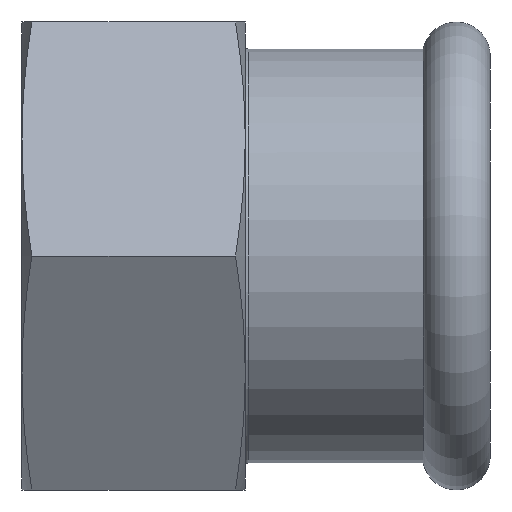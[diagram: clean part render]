
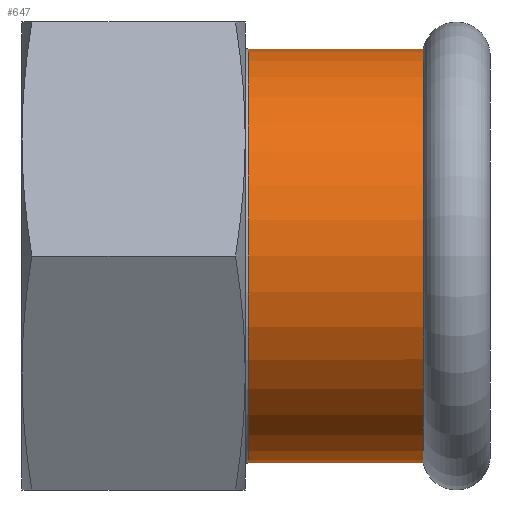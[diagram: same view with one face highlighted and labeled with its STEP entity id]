
A CAD part, front view. The second image highlights one B-rep face of the part: STEP entity #647.
In plain terms, the highlighted cylindrical face has radius 28.75 mm (diameter 57.5 mm), a full revolution.
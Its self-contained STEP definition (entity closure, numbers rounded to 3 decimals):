
#75=LINE('',#1100,#92);
#92=VECTOR('',#894,28.75);
#107=CYLINDRICAL_SURFACE('',#741,28.75);
#122=FACE_OUTER_BOUND('',#165,.T.);
#165=EDGE_LOOP('',(#481,#482,#483,#484,#485,#486,#487));
#197=CIRCLE('',#698,28.75);
#198=CIRCLE('',#699,28.75);
#202=CIRCLE('',#703,28.75);
#223=CIRCLE('',#732,28.75);
#224=CIRCLE('',#733,28.75);
#258=VERTEX_POINT('',#1021);
#259=VERTEX_POINT('',#1022);
#260=VERTEX_POINT('',#1024);
#281=VERTEX_POINT('',#1081);
#282=VERTEX_POINT('',#1083);
#325=EDGE_CURVE('',#258,#259,#197,.T.);
#326=EDGE_CURVE('',#259,#260,#198,.T.);
#330=EDGE_CURVE('',#260,#258,#202,.T.);
#355=EDGE_CURVE('',#281,#282,#223,.T.);
#356=EDGE_CURVE('',#282,#281,#224,.T.);
#363=EDGE_CURVE('',#259,#282,#75,.T.);
#481=ORIENTED_EDGE('',*,*,#325,.F.);
#482=ORIENTED_EDGE('',*,*,#330,.F.);
#483=ORIENTED_EDGE('',*,*,#326,.F.);
#484=ORIENTED_EDGE('',*,*,#363,.T.);
#485=ORIENTED_EDGE('',*,*,#355,.F.);
#486=ORIENTED_EDGE('',*,*,#356,.F.);
#487=ORIENTED_EDGE('',*,*,#363,.F.);
#647=ADVANCED_FACE('',(#122),#107,.T.);
#698=AXIS2_PLACEMENT_3D('',#1023,#802,#803);
#699=AXIS2_PLACEMENT_3D('',#1025,#804,#805);
#703=AXIS2_PLACEMENT_3D('',#1031,#812,#813);
#732=AXIS2_PLACEMENT_3D('',#1084,#874,#875);
#733=AXIS2_PLACEMENT_3D('',#1085,#876,#877);
#741=AXIS2_PLACEMENT_3D('',#1099,#892,#893);
#802=DIRECTION('center_axis',(1.,0.,0.));
#803=DIRECTION('ref_axis',(0.,1.,0.));
#804=DIRECTION('center_axis',(1.,0.,0.));
#805=DIRECTION('ref_axis',(0.,1.,0.));
#812=DIRECTION('center_axis',(1.,0.,0.));
#813=DIRECTION('ref_axis',(0.,1.,0.));
#874=DIRECTION('center_axis',(-1.,0.,0.));
#875=DIRECTION('ref_axis',(0.,0.,-1.));
#876=DIRECTION('center_axis',(-1.,0.,0.));
#877=DIRECTION('ref_axis',(0.,0.,-1.));
#892=DIRECTION('center_axis',(1.,0.,0.));
#893=DIRECTION('ref_axis',(0.,1.,0.));
#894=DIRECTION('',(-1.,0.,0.));
#1021=CARTESIAN_POINT('',(-9.26,28.75,0.));
#1022=CARTESIAN_POINT('',(-9.26,-28.75,0.));
#1023=CARTESIAN_POINT('Origin',(-9.26,0.,0.));
#1024=CARTESIAN_POINT('',(-9.26,0.,-28.75));
#1025=CARTESIAN_POINT('Origin',(-9.26,0.,0.));
#1031=CARTESIAN_POINT('Origin',(-9.26,0.,0.));
#1081=CARTESIAN_POINT('',(-33.6,0.,28.75));
#1083=CARTESIAN_POINT('',(-33.6,-28.75,0.));
#1084=CARTESIAN_POINT('Origin',(-33.6,0.,0.));
#1085=CARTESIAN_POINT('Origin',(-33.6,0.,0.));
#1099=CARTESIAN_POINT('Origin',(-22.63,0.,0.));
#1100=CARTESIAN_POINT('',(-22.63,-28.75,0.));
